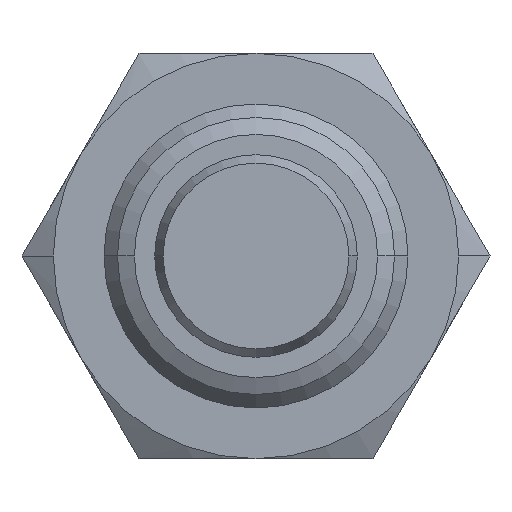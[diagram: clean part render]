
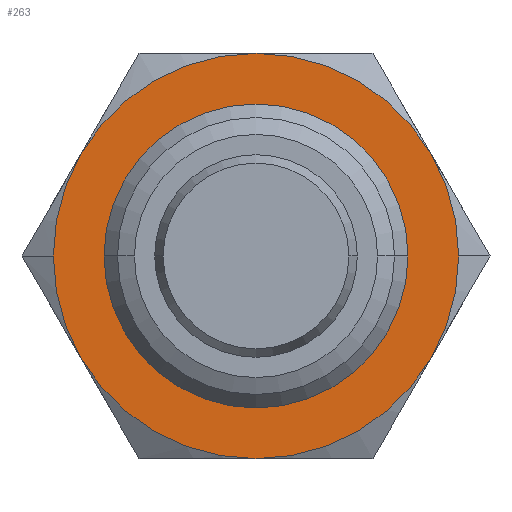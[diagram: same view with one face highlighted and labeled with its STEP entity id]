
A CAD part, front view. The second image highlights one B-rep face of the part: STEP entity #263.
In plain terms, the highlighted planar face has unit normal (0, -1, 0).
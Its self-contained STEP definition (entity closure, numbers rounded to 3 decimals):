
#263=ADVANCED_FACE('',(#463,#464),#465,.T.);
#463=FACE_OUTER_BOUND('',#670,.T.);
#464=FACE_BOUND('',#671,.T.);
#465=PLANE('',#672);
#670=EDGE_LOOP('',(#1323,#1324,#1325,#1326,#1327,#1328,#1329,#1330));
#671=EDGE_LOOP('',(#1331,#1332));
#672=AXIS2_PLACEMENT_3D('',#1333,#1334,#1335);
#1323=ORIENTED_EDGE('',*,*,#1567,.F.);
#1324=ORIENTED_EDGE('',*,*,#1553,.F.);
#1325=ORIENTED_EDGE('',*,*,#1556,.F.);
#1326=ORIENTED_EDGE('',*,*,#1558,.F.);
#1327=ORIENTED_EDGE('',*,*,#1551,.F.);
#1328=ORIENTED_EDGE('',*,*,#1562,.F.);
#1329=ORIENTED_EDGE('',*,*,#1565,.F.);
#1330=ORIENTED_EDGE('',*,*,#1547,.F.);
#1331=ORIENTED_EDGE('',*,*,#1587,.T.);
#1332=ORIENTED_EDGE('',*,*,#1531,.T.);
#1333=CARTESIAN_POINT('',(10.5,-18.0,0.0));
#1334=DIRECTION('',(0.0,-1.0,0.0));
#1335=DIRECTION('',(-1.0,0.0,0.0));
#1531=EDGE_CURVE('',#1817,#1814,#1818,.T.);
#1547=EDGE_CURVE('',#1844,#1847,#1848,.T.);
#1551=EDGE_CURVE('',#1853,#1851,#1855,.T.);
#1553=EDGE_CURVE('',#1857,#1859,#1860,.T.);
#1556=EDGE_CURVE('',#1863,#1857,#1865,.T.);
#1558=EDGE_CURVE('',#1851,#1863,#1867,.T.);
#1562=EDGE_CURVE('',#1871,#1853,#1873,.T.);
#1565=EDGE_CURVE('',#1847,#1871,#1877,.T.);
#1567=EDGE_CURVE('',#1859,#1844,#1879,.T.);
#1587=EDGE_CURVE('',#1814,#1817,#1907,.T.);
#1814=VERTEX_POINT('',#2578);
#1817=VERTEX_POINT('',#2582);
#1818=CIRCLE('',#2583,9.0);
#1844=VERTEX_POINT('',#2638);
#1847=VERTEX_POINT('',#2642);
#1848=CIRCLE('',#2643,12.0);
#1851=VERTEX_POINT('',#2657);
#1853=VERTEX_POINT('',#2660);
#1855=CIRCLE('',#2673,12.0);
#1857=VERTEX_POINT('',#2675);
#1859=VERTEX_POINT('',#2688);
#1860=CIRCLE('',#2689,12.0);
#1863=VERTEX_POINT('',#2703);
#1865=CIRCLE('',#2716,12.0);
#1867=CIRCLE('',#2729,12.0);
#1871=VERTEX_POINT('',#2755);
#1873=CIRCLE('',#2768,12.0);
#1877=CIRCLE('',#2794,12.0);
#1879=CIRCLE('',#2807,12.0);
#1907=CIRCLE('',#2945,9.0);
#2578=CARTESIAN_POINT('',(9.0,-18.0,0.0));
#2582=CARTESIAN_POINT('',(-9.0,-18.0,0.));
#2583=AXIS2_PLACEMENT_3D('',#3195,#3196,#3197);
#2638=CARTESIAN_POINT('',(12.0,-18.0,0.));
#2642=CARTESIAN_POINT('',(10.392,-18.0,-6.0));
#2643=AXIS2_PLACEMENT_3D('',#3221,#3222,#3223);
#2657=CARTESIAN_POINT('',(-12.0,-18.0,0.));
#2660=CARTESIAN_POINT('',(-10.392,-18.0,-6.0));
#2673=AXIS2_PLACEMENT_3D('',#3225,#3226,#3227);
#2675=CARTESIAN_POINT('',(0.,-18.0,12.0));
#2688=CARTESIAN_POINT('',(10.392,-18.0,6.0));
#2689=AXIS2_PLACEMENT_3D('',#3228,#3229,#3230);
#2703=CARTESIAN_POINT('',(-10.392,-18.0,6.0));
#2716=AXIS2_PLACEMENT_3D('',#3231,#3232,#3233);
#2729=AXIS2_PLACEMENT_3D('',#3234,#3235,#3236);
#2755=CARTESIAN_POINT('',(0.0,-18.0,-12.0));
#2768=AXIS2_PLACEMENT_3D('',#3237,#3238,#3239);
#2794=AXIS2_PLACEMENT_3D('',#3240,#3241,#3242);
#2807=AXIS2_PLACEMENT_3D('',#3243,#3244,#3245);
#2945=AXIS2_PLACEMENT_3D('',#3273,#3274,#3275);
#3195=CARTESIAN_POINT('',(0.0,-18.0,0.0));
#3196=DIRECTION('',(0.0,1.0,0.0));
#3197=DIRECTION('',(1.0,0.0,0.0));
#3221=CARTESIAN_POINT('',(0.0,-18.0,0.0));
#3222=DIRECTION('',(0.0,1.0,0.0));
#3223=DIRECTION('',(1.0,0.0,0.0));
#3225=CARTESIAN_POINT('',(0.0,-18.0,0.0));
#3226=DIRECTION('',(0.0,1.0,0.0));
#3227=DIRECTION('',(1.0,0.0,0.0));
#3228=CARTESIAN_POINT('',(0.0,-18.0,0.0));
#3229=DIRECTION('',(0.0,1.0,0.0));
#3230=DIRECTION('',(1.0,0.0,0.0));
#3231=CARTESIAN_POINT('',(0.0,-18.0,0.0));
#3232=DIRECTION('',(0.0,1.0,0.0));
#3233=DIRECTION('',(1.0,0.0,0.0));
#3234=CARTESIAN_POINT('',(0.0,-18.0,0.0));
#3235=DIRECTION('',(0.0,1.0,0.0));
#3236=DIRECTION('',(1.0,0.0,0.0));
#3237=CARTESIAN_POINT('',(0.0,-18.0,0.0));
#3238=DIRECTION('',(0.0,1.0,0.0));
#3239=DIRECTION('',(1.0,0.0,0.0));
#3240=CARTESIAN_POINT('',(0.0,-18.0,0.0));
#3241=DIRECTION('',(0.0,1.0,0.0));
#3242=DIRECTION('',(1.0,0.0,0.0));
#3243=CARTESIAN_POINT('',(0.0,-18.0,0.0));
#3244=DIRECTION('',(0.0,1.0,0.0));
#3245=DIRECTION('',(1.0,0.0,0.0));
#3273=CARTESIAN_POINT('',(0.0,-18.0,0.0));
#3274=DIRECTION('',(0.0,1.0,0.0));
#3275=DIRECTION('',(1.0,0.0,0.0));
